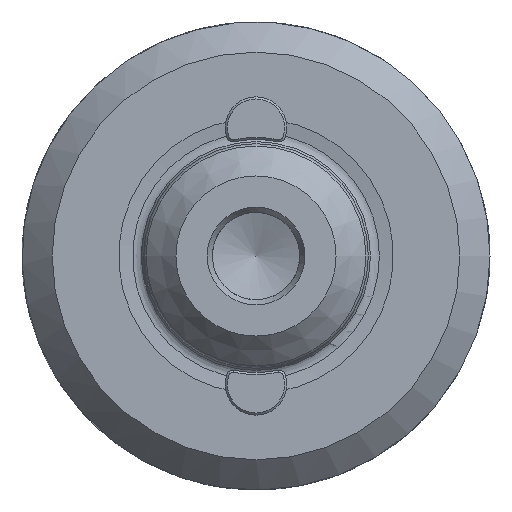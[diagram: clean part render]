
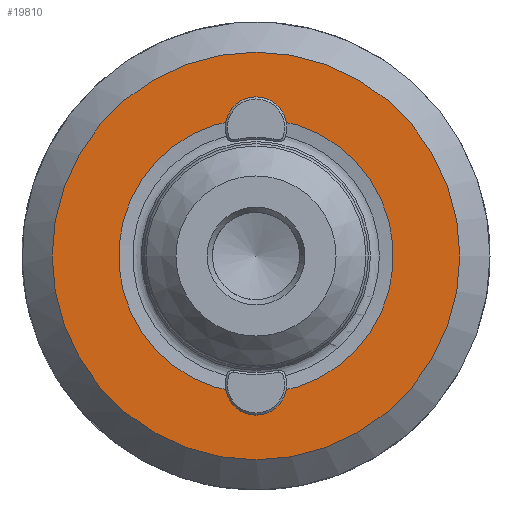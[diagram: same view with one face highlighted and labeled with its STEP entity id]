
A CAD part, left-side view. The second image highlights one B-rep face of the part: STEP entity #19810.
In plain terms, the highlighted planar face has unit normal (-1, 0, 0).
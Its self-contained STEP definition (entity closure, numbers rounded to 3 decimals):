
#679 = DIRECTION ( 'NONE',  ( -1., 0., 0. ) ) ;
#760 = FACE_OUTER_BOUND ( 'NONE', #9127, .T. ) ;
#761 = VERTEX_POINT ( 'NONE', #6214 ) ;
#1586 = CARTESIAN_POINT ( 'NONE',  ( -33., 0.894, 6.543 ) ) ;
#1772 = DIRECTION ( 'NONE',  ( 0., -1., 0. ) ) ;
#2121 = VERTEX_POINT ( 'NONE', #1586 ) ;
#2974 = CARTESIAN_POINT ( 'NONE',  ( -33., 0., 6.65 ) ) ;
#4081 = DIRECTION ( 'NONE',  ( -1., 0., 0. ) ) ;
#4794 = DIRECTION ( 'NONE',  ( -1., 0., 0. ) ) ;
#5083 = ORIENTED_EDGE ( 'NONE', *, *, #25192, .T. ) ;
#6180 = CARTESIAN_POINT ( 'NONE',  ( -33., 0., 0. ) ) ;
#6214 = CARTESIAN_POINT ( 'NONE',  ( -33., 0.894, -6.543 ) ) ;
#6307 = VERTEX_POINT ( 'NONE', #26324 ) ;
#7212 = EDGE_CURVE ( 'NONE', #761, #18634, #26017, .T. ) ;
#8991 = CIRCLE ( 'NONE', #18008, 6.603 ) ;
#9127 = EDGE_LOOP ( 'NONE', ( #5083 ) ) ;
#9156 = AXIS2_PLACEMENT_3D ( 'NONE', #21648, #28163, #19393 ) ;
#9690 = EDGE_CURVE ( 'NONE', #18634, #16124, #8991, .T. ) ;
#10948 = AXIS2_PLACEMENT_3D ( 'NONE', #13194, #13597, #11301 ) ;
#11301 = DIRECTION ( 'NONE',  ( 0., 1., 0. ) ) ;
#11410 = CARTESIAN_POINT ( 'NONE',  ( -33., 0., 0. ) ) ;
#11704 = AXIS2_PLACEMENT_3D ( 'NONE', #2974, #27323, #12187 ) ;
#12187 = DIRECTION ( 'NONE',  ( 0., 0., 1. ) ) ;
#12578 = EDGE_CURVE ( 'NONE', #16124, #2121, #19555, .T. ) ;
#13194 = CARTESIAN_POINT ( 'NONE',  ( -33., -6.603, 0. ) ) ;
#13312 = AXIS2_PLACEMENT_3D ( 'NONE', #11410, #4794, #20076 ) ;
#13597 = DIRECTION ( 'NONE',  ( 1., 0., 0. ) ) ;
#13840 = CARTESIAN_POINT ( 'NONE',  ( -33., 0., 0. ) ) ;
#15045 = CIRCLE ( 'NONE', #26550, 9.8 ) ;
#16014 = DIRECTION ( 'NONE',  ( 0., -1., 0. ) ) ;
#16124 = VERTEX_POINT ( 'NONE', #27204 ) ;
#18008 = AXIS2_PLACEMENT_3D ( 'NONE', #6180, #4081, #1772 ) ;
#18044 = CARTESIAN_POINT ( 'NONE',  ( -33., -0.894, -6.543 ) ) ;
#18634 = VERTEX_POINT ( 'NONE', #18044 ) ;
#19341 = ORIENTED_EDGE ( 'NONE', *, *, #25603, .F. ) ;
#19393 = DIRECTION ( 'NONE',  ( 0., 0., 1. ) ) ;
#19555 = CIRCLE ( 'NONE', #11704, 0.9 ) ;
#19712 = ORIENTED_EDGE ( 'NONE', *, *, #7212, .F. ) ;
#19810 = ADVANCED_FACE ( 'NONE', ( #25784, #760 ), #26722, .F. ) ;
#20076 = DIRECTION ( 'NONE',  ( 0., -1., 0. ) ) ;
#20104 = CIRCLE ( 'NONE', #13312, 6.603 ) ;
#20613 = ORIENTED_EDGE ( 'NONE', *, *, #12578, .F. ) ;
#21648 = CARTESIAN_POINT ( 'NONE',  ( -33., 0., -6.65 ) ) ;
#24055 = ORIENTED_EDGE ( 'NONE', *, *, #9690, .F. ) ;
#25192 = EDGE_CURVE ( 'NONE', #6307, #6307, #15045, .T. ) ;
#25603 = EDGE_CURVE ( 'NONE', #2121, #761, #20104, .T. ) ;
#25784 = FACE_BOUND ( 'NONE', #26732, .T. ) ;
#26017 = CIRCLE ( 'NONE', #9156, 0.9 ) ;
#26324 = CARTESIAN_POINT ( 'NONE',  ( -33., -9.8, 0. ) ) ;
#26550 = AXIS2_PLACEMENT_3D ( 'NONE', #13840, #679, #16014 ) ;
#26722 = PLANE ( 'NONE',  #10948 ) ;
#26732 = EDGE_LOOP ( 'NONE', ( #19341, #20613, #24055, #19712 ) ) ;
#27204 = CARTESIAN_POINT ( 'NONE',  ( -33., -0.894, 6.543 ) ) ;
#27323 = DIRECTION ( 'NONE',  ( -1., 0., 0. ) ) ;
#28163 = DIRECTION ( 'NONE',  ( -1., 0., 0. ) ) ;
